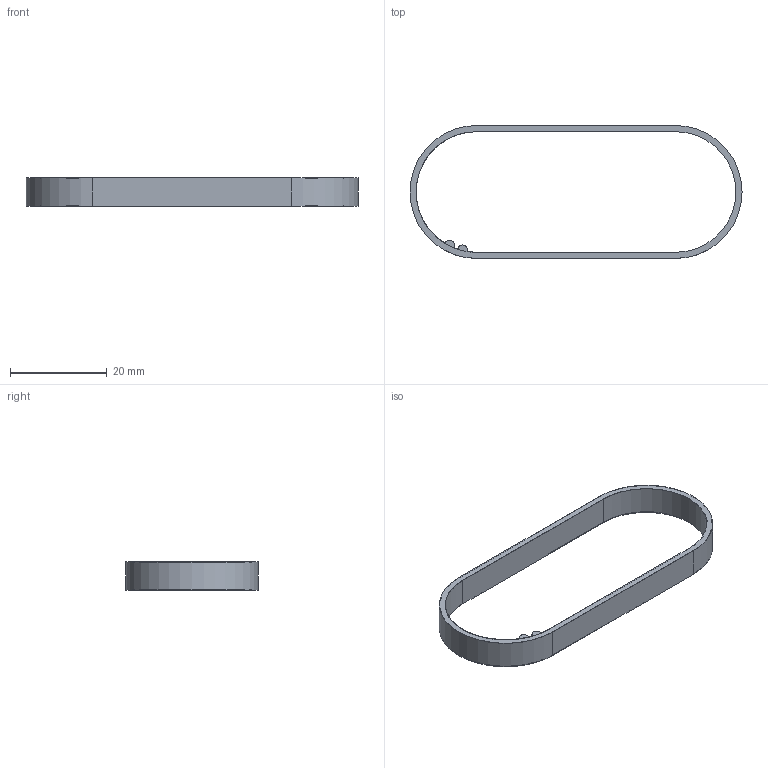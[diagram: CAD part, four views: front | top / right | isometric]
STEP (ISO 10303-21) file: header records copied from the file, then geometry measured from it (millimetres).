
FILE_DESCRIPTION((''),'2;1');
FILE_NAME('A_6R53M055060','2018-10-31T',('SYSTEM'),(''),'PRO/ENGINEER BY PARAMETRIC TECHNOLOGY CORPORATION, 2016360','PRO/ENGINEER BY PARAMETRIC TECHNOLOGY CORPORATION, 2016360','');
FILE_SCHEMA(('AUTOMOTIVE_DESIGN { 1 0 10303 214 1 1 1 1 }'));
Length unit declared in the file: millimetre
Products named in the file (1): A_6R53M055060
Bounding box: 68.78 x 27.53 x 6 mm (x, y, z)
Volume: 317.1 mm3; surface area: 5618.7 mm2
Topology: 1 solids, 3 shells, 36 faces, 96 edges, 64 vertices
Faces by surface type: cylinder 22, plane 14
Entity records: 1253 total; most frequent: DIRECTION 214, CARTESIAN_POINT 198, ORIENTED_EDGE 184, EDGE_CURVE 96, AXIS2_PLACEMENT_3D 81, VERTEX_POINT 64, VECTOR 52, LINE 52
